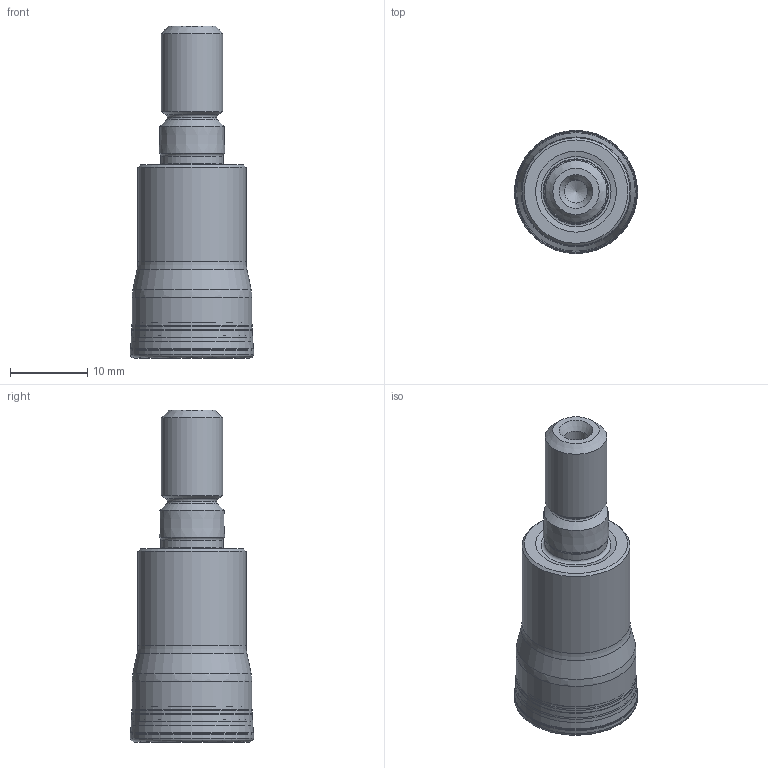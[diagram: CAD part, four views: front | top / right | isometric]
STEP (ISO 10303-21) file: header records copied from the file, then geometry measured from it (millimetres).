
FILE_DESCRIPTION(/* description */ (''),/* implementation_level */ '2;1');
FILE_NAME(/* name */ '16A2R025M08_SWN04C_C_203687628ndi000_00_SIM.stp',/* time_stamp */ '2021-11-30T09:15:20+01:00',/* author */ (''),/* organization */ (''),/* preprocessor_version */ 'ST-DEVELOPER v16.7',/* originating_system */ 'SIEMENS PLM Software NX 12.0',/* authorisation */ '');
FILE_SCHEMA (('AUTOMOTIVE_DESIGN { 1 0 10303 214 3 1 1 1 }'));
Length unit declared in the file: millimetre
Products named in the file (1): fo3413100D66dgnd
Bounding box: 15.97 x 15.97 x 43.01 mm (x, y, z)
Volume: 5745.6 mm3; surface area: 2755.4 mm2
Topology: 2 solids, 2 shells, 88 faces, 174 edges, 90 vertices
Faces by surface type: revolution 58, cone 11, torus 7, cylinder 6, plane 4, bspline 2
Full cylindrical faces by diameter (mm): 3 x1, 6.4 x1, 8 x1, 8.079 x1, 14 x1, 15.54 x1
Entity records: 2281 total; most frequent: CARTESIAN_POINT 752, DIRECTION 290, FACE_BOUND 174, EDGE_LOOP 174, ORIENTED_EDGE 174, AXIS2_PLACEMENT_3D 116, ADVANCED_FACE 88, VERTEX_POINT 88
